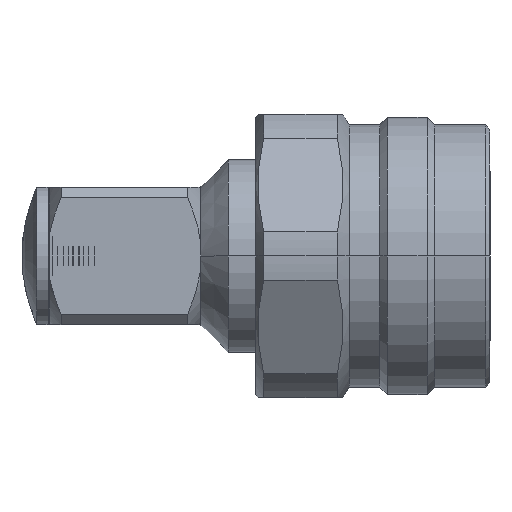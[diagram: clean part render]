
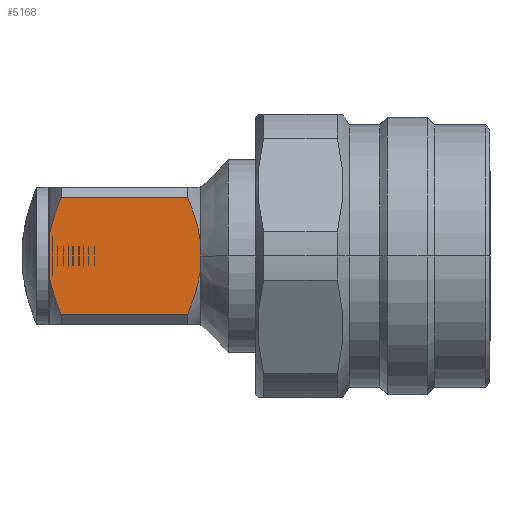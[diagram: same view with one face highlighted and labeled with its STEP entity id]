
A CAD part, left-side view. The second image highlights one B-rep face of the part: STEP entity #5168.
In plain terms, the highlighted planar face has unit normal (-1, 0, 0).
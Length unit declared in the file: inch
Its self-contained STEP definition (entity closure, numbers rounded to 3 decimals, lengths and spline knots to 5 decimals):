
#108 = EDGE_CURVE ( 'NONE', #2783, #2164, #6618, .T. ) ;
#119 = ORIENTED_EDGE ( 'NONE', *, *, #6049, .T. ) ;
#230 = CARTESIAN_POINT ( 'NONE',  ( -0.19708, -0.82724, -0.04996 ) ) ;
#271 = ORIENTED_EDGE ( 'NONE', *, *, #5865, .T. ) ;
#358 = VERTEX_POINT ( 'NONE', #5528 ) ;
#463 = CARTESIAN_POINT ( 'NONE',  ( -0.19708, -1.2503, -0.09591 ) ) ;
#468 = DIRECTION ( 'NONE',  ( 0., 0., -1. ) ) ;
#530 = EDGE_CURVE ( 'NONE', #1883, #1274, #4465, .T. ) ;
#851 = CARTESIAN_POINT ( 'NONE',  ( -0.19708, -0.85466, -0.1463 ) ) ;
#864 = EDGE_CURVE ( 'NONE', #1274, #2783, #2026, .T. ) ;
#998 = CARTESIAN_POINT ( 'NONE',  ( -0.19708, -1.23879, -0.13187 ) ) ;
#1004 = CARTESIAN_POINT ( 'NONE',  ( -0.19708, -0.82583, 0.19685 ) ) ;
#1066 = CARTESIAN_POINT ( 'NONE',  ( -0.19708, -1.259, -0.05895 ) ) ;
#1087 = CARTESIAN_POINT ( 'NONE',  ( -0.19708, -1.21137, -0.16685 ) ) ;
#1274 = VERTEX_POINT ( 'NONE', #5887 ) ;
#1350 = CARTESIAN_POINT ( 'NONE',  ( -0.19708, -0.86334, -0.16685 ) ) ;
#1353 = EDGE_CURVE ( 'NONE', #2164, #3982, #4392, .T. ) ;
#1474 = DIRECTION ( 'NONE',  ( 0., 1., 0. ) ) ;
#1567 = DIRECTION ( 'NONE',  ( 0., 1., 0. ) ) ;
#1671 = ORIENTED_EDGE ( 'NONE', *, *, #108, .T. ) ;
#1743 = DIRECTION ( 'NONE',  ( 0., 0., -1. ) ) ;
#1776 = VERTEX_POINT ( 'NONE', #6216 ) ;
#1860 = EDGE_CURVE ( 'NONE', #2275, #358, #2631, .T. ) ;
#1883 = VERTEX_POINT ( 'NONE', #6128 ) ;
#1918 = CARTESIAN_POINT ( 'NONE',  ( -0.19708, -0.84677, -0.1255 ) ) ;
#1926 = CARTESIAN_POINT ( 'NONE',  ( -0.19708, -1.22466, 0.16685 ) ) ;
#1984 = VECTOR ( 'NONE', #4244, 39.37008 ) ;
#2026 = LINE ( 'NONE', #4043, #2314 ) ;
#2162 = ORIENTED_EDGE ( 'NONE', *, *, #530, .T. ) ;
#2164 = VERTEX_POINT ( 'NONE', #6540 ) ;
#2275 = VERTEX_POINT ( 'NONE', #6777 ) ;
#2314 = VECTOR ( 'NONE', #1474, 39.37008 ) ;
#2423 = CARTESIAN_POINT ( 'NONE',  ( -0.19708, -0.82583, -0.03881 ) ) ;
#2560 = CARTESIAN_POINT ( 'NONE',  ( -0.19708, -1.24759, -0.10496 ) ) ;
#2580 = DIRECTION ( 'NONE',  ( 1., 0., 0. ) ) ;
#2631 = B_SPLINE_CURVE_WITH_KNOTS ( 'NONE', 3,
 ( #2423, #230, #5580, #4471, #3989, #1918, #851, #1350 ),
 .UNSPECIFIED., .F., .F.,
 ( 4, 2, 2, 4 ),
 ( 0.01311, 0.01397, 0.01482, 0.01652 ),
 .UNSPECIFIED. ) ;
#2763 = CARTESIAN_POINT ( 'NONE',  ( -0.19708, -0.82583, 0.19685 ) ) ;
#2783 = VERTEX_POINT ( 'NONE', #4311 ) ;
#3008 = LINE ( 'NONE', #1004, #3521 ) ;
#3027 = EDGE_CURVE ( 'NONE', #5620, #6145, #3520, .T. ) ;
#3042 = CARTESIAN_POINT ( 'NONE',  ( -0.19708, -1.22466, -0.16685 ) ) ;
#3066 = CARTESIAN_POINT ( 'NONE',  ( -0.19708, -1.259, -0.05895 ) ) ;
#3140 = CARTESIAN_POINT ( 'NONE',  ( -0.19708, -1.25725, -0.06828 ) ) ;
#3431 = DIRECTION ( 'NONE',  ( 0., 0., -1. ) ) ;
#3481 = CARTESIAN_POINT ( 'NONE',  ( -0.19708, -0.82862, 0.06086 ) ) ;
#3490 = CARTESIAN_POINT ( 'NONE',  ( -0.19708, -1.23203, 0.14941 ) ) ;
#3520 = B_SPLINE_CURVE_WITH_KNOTS ( 'NONE', 3,
 ( #6197, #4640, #998, #2560, #463, #4188, #3140, #3066 ),
 .UNSPECIFIED., .F., .F.,
 ( 4, 2, 2, 4 ),
 ( 0.00772, 0.00916, 0.00988, 0.0106 ),
 .UNSPECIFIED. ) ;
#3521 = VECTOR ( 'NONE', #468, 39.37008 ) ;
#3760 = VECTOR ( 'NONE', #1743, 39.37008 ) ;
#3905 = ORIENTED_EDGE ( 'NONE', *, *, #1353, .T. ) ;
#3977 = VECTOR ( 'NONE', #5977, 39.37008 ) ;
#3982 = VERTEX_POINT ( 'NONE', #6108 ) ;
#3989 = CARTESIAN_POINT ( 'NONE',  ( -0.19708, -0.83702, -0.0936 ) ) ;
#4003 = CARTESIAN_POINT ( 'NONE',  ( -0.19708, -1.259, 0.19685 ) ) ;
#4043 = CARTESIAN_POINT ( 'NONE',  ( -0.19708, -1.259, 0.16685 ) ) ;
#4160 = CARTESIAN_POINT ( 'NONE',  ( -0.19708, -1.25549, 0.07766 ) ) ;
#4186 = CARTESIAN_POINT ( 'NONE',  ( -0.19708, -0.85467, 0.14634 ) ) ;
#4188 = CARTESIAN_POINT ( 'NONE',  ( -0.19708, -1.25512, -0.07758 ) ) ;
#4223 = EDGE_CURVE ( 'NONE', #1883, #6145, #4426, .T. ) ;
#4244 = DIRECTION ( 'NONE',  ( 0., -1., 0. ) ) ;
#4311 = CARTESIAN_POINT ( 'NONE',  ( -0.19708, -0.86334, 0.16685 ) ) ;
#4392 = LINE ( 'NONE', #2763, #3760 ) ;
#4426 = LINE ( 'NONE', #4003, #3977 ) ;
#4465 = B_SPLINE_CURVE_WITH_KNOTS ( 'NONE', 3,
 ( #6680, #4160, #6202, #6651, #3490, #1926 ),
 .UNSPECIFIED., .F., .F.,
 ( 4, 2, 4 ),
 ( 0.01362, 0.01507, 0.01652 ),
 .UNSPECIFIED. ) ;
#4471 = CARTESIAN_POINT ( 'NONE',  ( -0.19708, -0.83412, -0.08286 ) ) ;
#4475 = LINE ( 'NONE', #4972, #5315 ) ;
#4598 = CARTESIAN_POINT ( 'NONE',  ( -0.19708, -0.84678, 0.12553 ) ) ;
#4640 = CARTESIAN_POINT ( 'NONE',  ( -0.19708, -1.23201, -0.14946 ) ) ;
#4658 = FACE_OUTER_BOUND ( 'NONE', #5917, .T. ) ;
#4665 = ORIENTED_EDGE ( 'NONE', *, *, #864, .T. ) ;
#4673 = AXIS2_PLACEMENT_3D ( 'NONE', #6280, #2580, #1567 ) ;
#4701 = CARTESIAN_POINT ( 'NONE',  ( -0.19708, -0.86334, 0.16685 ) ) ;
#4972 = CARTESIAN_POINT ( 'NONE',  ( -0.19708, -0.82583, 0.19685 ) ) ;
#5062 = ORIENTED_EDGE ( 'NONE', *, *, #6564, .T. ) ;
#5155 = PLANE ( 'NONE',  #4673 ) ;
#5168 = ADVANCED_FACE ( 'NONE', ( #4658 ), #5155, .F. ) ;
#5315 = VECTOR ( 'NONE', #3431, 39.37008 ) ;
#5528 = CARTESIAN_POINT ( 'NONE',  ( -0.19708, -0.86334, -0.16685 ) ) ;
#5580 = CARTESIAN_POINT ( 'NONE',  ( -0.19708, -0.82924, -0.06106 ) ) ;
#5581 = ORIENTED_EDGE ( 'NONE', *, *, #3027, .T. ) ;
#5608 = CARTESIAN_POINT ( 'NONE',  ( -0.19708, -0.82583, 0.03881 ) ) ;
#5620 = VERTEX_POINT ( 'NONE', #3042 ) ;
#5804 = ORIENTED_EDGE ( 'NONE', *, *, #1860, .T. ) ;
#5865 = EDGE_CURVE ( 'NONE', #1776, #2275, #4475, .T. ) ;
#5887 = CARTESIAN_POINT ( 'NONE',  ( -0.19708, -1.22466, 0.16685 ) ) ;
#5917 = EDGE_LOOP ( 'NONE', ( #5804, #5062, #5581, #6107, #2162, #4665, #1671, #3905, #119, #271 ) ) ;
#5977 = DIRECTION ( 'NONE',  ( 0., 0., -1. ) ) ;
#6049 = EDGE_CURVE ( 'NONE', #3982, #1776, #3008, .T. ) ;
#6107 = ORIENTED_EDGE ( 'NONE', *, *, #4223, .F. ) ;
#6108 = CARTESIAN_POINT ( 'NONE',  ( -0.19708, -0.82583, 0.0128 ) ) ;
#6128 = CARTESIAN_POINT ( 'NONE',  ( -0.19708, -1.259, 0.05895 ) ) ;
#6145 = VERTEX_POINT ( 'NONE', #1066 ) ;
#6197 = CARTESIAN_POINT ( 'NONE',  ( -0.19708, -1.22466, -0.16685 ) ) ;
#6202 = CARTESIAN_POINT ( 'NONE',  ( -0.19708, -1.25055, 0.0959 ) ) ;
#6216 = CARTESIAN_POINT ( 'NONE',  ( -0.19708, -0.82583, -0.0128 ) ) ;
#6280 = CARTESIAN_POINT ( 'NONE',  ( -0.19708, -1.259, 0.19685 ) ) ;
#6292 = CARTESIAN_POINT ( 'NONE',  ( -0.19708, -0.83375, 0.08291 ) ) ;
#6540 = CARTESIAN_POINT ( 'NONE',  ( -0.19708, -0.82583, 0.03881 ) ) ;
#6564 = EDGE_CURVE ( 'NONE', #358, #5620, #6831, .T. ) ;
#6618 = B_SPLINE_CURVE_WITH_KNOTS ( 'NONE', 3,
 ( #4701, #4186, #4598, #6292, #3481, #5608 ),
 .UNSPECIFIED., .F., .F.,
 ( 4, 2, 4 ),
 ( 0.00773, 0.00943, 0.01113 ),
 .UNSPECIFIED. ) ;
#6651 = CARTESIAN_POINT ( 'NONE',  ( -0.19708, -1.23882, 0.13178 ) ) ;
#6680 = CARTESIAN_POINT ( 'NONE',  ( -0.19708, -1.259, 0.05895 ) ) ;
#6777 = CARTESIAN_POINT ( 'NONE',  ( -0.19708, -0.82583, -0.03881 ) ) ;
#6831 = LINE ( 'NONE', #1087, #1984 ) ;
